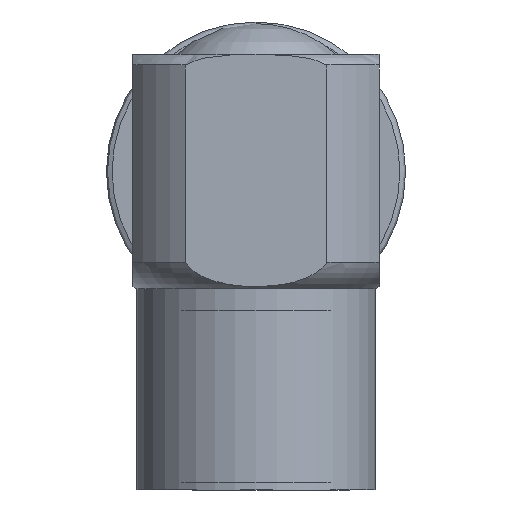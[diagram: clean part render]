
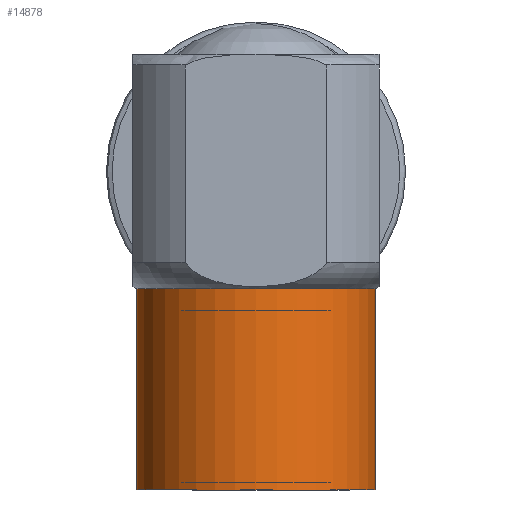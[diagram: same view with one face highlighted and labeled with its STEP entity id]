
A CAD part, front view. The second image highlights one B-rep face of the part: STEP entity #14878.
In plain terms, the highlighted cylindrical face has radius 3.15 mm (diameter 6.3 mm), a full revolution.
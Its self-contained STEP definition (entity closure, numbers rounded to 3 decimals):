
#2063=CYLINDRICAL_SURFACE('',#15630,3.15);
#2574=ORIENTED_EDGE('',*,*,#5692,.T.);
#2575=ORIENTED_EDGE('',*,*,#5866,.T.);
#5692=EDGE_CURVE('',#7375,#7375,#8523,.T.);
#5866=EDGE_CURVE('',#7521,#7521,#8585,.T.);
#7375=VERTEX_POINT('',#23674);
#7521=VERTEX_POINT('',#24000);
#8523=CIRCLE('',#15563,3.15);
#8585=CIRCLE('',#15631,3.15);
#9180=EDGE_LOOP('',(#2574));
#9181=EDGE_LOOP('',(#2575));
#10030=FACE_BOUND('',#9180,.T.);
#10031=FACE_BOUND('',#9181,.T.);
#14878=ADVANCED_FACE('',(#10030,#10031),#2063,.T.);
#15563=AXIS2_PLACEMENT_3D('',#23673,#16866,#16867);
#15630=AXIS2_PLACEMENT_3D('',#23998,#17112,#17113);
#15631=AXIS2_PLACEMENT_3D('',#23999,#17114,#17115);
#16866=DIRECTION('',(0.,0.,1.));
#16867=DIRECTION('',(1.,0.,0.));
#17112=DIRECTION('',(0.,0.,1.));
#17113=DIRECTION('',(0.,-1.,0.));
#17114=DIRECTION('',(0.,0.,-1.));
#17115=DIRECTION('',(0.,1.,0.));
#23673=CARTESIAN_POINT('',(0.,-70.09,-8.405));
#23674=CARTESIAN_POINT('',(3.15,-70.09,-8.405));
#23998=CARTESIAN_POINT('',(0.,-70.09,-8.405));
#23999=CARTESIAN_POINT('',(0.,-70.09,-3.095));
#24000=CARTESIAN_POINT('',(0.,-66.94,-3.095));
